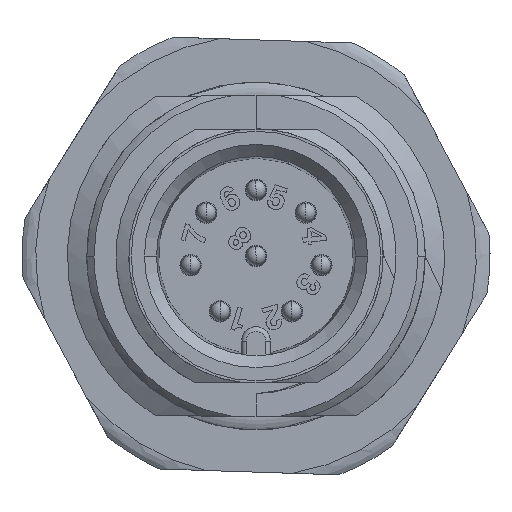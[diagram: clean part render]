
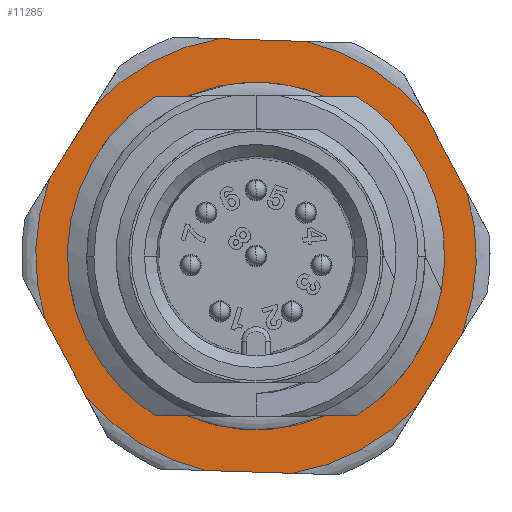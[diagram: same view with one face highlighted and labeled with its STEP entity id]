
A CAD part, front view. The second image highlights one B-rep face of the part: STEP entity #11285.
In plain terms, the highlighted planar face has unit normal (0, -1, 0).
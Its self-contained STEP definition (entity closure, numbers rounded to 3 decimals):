
#655=DIRECTION('',(-1.,0.,-0.009));
#656=VECTOR('',#655,1.307);
#657=CARTESIAN_POINT('',(4.169,-4.22,-6.65));
#658=LINE('',#657,#656);
#678=DIRECTION('',(-0.999,0.,0.033));
#679=VECTOR('',#678,3.618);
#680=CARTESIAN_POINT('',(2.102,-4.22,8.936));
#681=LINE('',#680,#679);
#682=CARTESIAN_POINT('',(0.,-4.22,0.));
#683=DIRECTION('',(0.,1.,0.));
#684=DIRECTION('',(0.229,0.,0.973));
#685=AXIS2_PLACEMENT_3D('',#682,#683,#684);
#687=DIRECTION('',(-0.471,0.,0.882));
#688=VECTOR('',#687,3.618);
#689=CARTESIAN_POINT('',(8.79,-4.22,2.648));
#690=LINE('',#689,#688);
#691=CARTESIAN_POINT('',(0.,-4.22,0.));
#692=DIRECTION('',(0.,1.,0.));
#693=DIRECTION('',(0.958,0.,0.288));
#694=AXIS2_PLACEMENT_3D('',#691,#692,#693);
#696=DIRECTION('',(0.528,0.,0.849));
#697=VECTOR('',#696,3.618);
#698=CARTESIAN_POINT('',(6.688,-4.22,-6.288));
#699=LINE('',#698,#697);
#700=DIRECTION('',(0.999,0.,-0.033));
#701=VECTOR('',#700,3.618);
#702=CARTESIAN_POINT('',(-2.102,-4.22,
-8.936));
#703=LINE('',#702,#701);
#704=CARTESIAN_POINT('',(0.,-4.22,0.));
#705=DIRECTION('',(0.,1.,0.));
#706=DIRECTION('',(-0.229,0.,-0.973));
#707=AXIS2_PLACEMENT_3D('',#704,#705,#706);
#709=DIRECTION('',(0.471,0.,-0.882));
#710=VECTOR('',#709,3.618);
#711=CARTESIAN_POINT('',(-8.79,-4.22,
-2.648));
#712=LINE('',#711,#710);
#713=CARTESIAN_POINT('',(0.,-4.22,0.));
#714=DIRECTION('',(0.,1.,0.));
#715=DIRECTION('',(-0.958,0.,-0.288));
#716=AXIS2_PLACEMENT_3D('',#713,#714,#715);
#718=DIRECTION('',(-0.528,0.,-0.849));
#719=VECTOR('',#718,3.618);
#720=CARTESIAN_POINT('',(-6.688,-4.22,6.288));
#721=LINE('',#720,#719);
#722=CARTESIAN_POINT('',(0.,-4.22,0.));
#723=DIRECTION('',(0.,-1.,0.));
#724=DIRECTION('',(-0.395,0.,-0.919));
#725=AXIS2_PLACEMENT_3D('',#722,#723,#724);
#727=CARTESIAN_POINT('',(0.,-4.22,0.));
#728=DIRECTION('',(0.,-1.,0.));
#729=DIRECTION('',(0.906,0.,0.423));
#730=AXIS2_PLACEMENT_3D('',#727,#728,#729);
#732=CARTESIAN_POINT('',(0.,-4.22,0.));
#733=DIRECTION('',(0.,-1.,0.));
#734=DIRECTION('',(-0.165,0.,0.986));
#735=AXIS2_PLACEMENT_3D('',#732,#733,#734);
#742=CARTESIAN_POINT('',(-6.688,-4.22,6.288));
#768=CARTESIAN_POINT('',(-8.79,-4.22,
-2.648));
#794=CARTESIAN_POINT('',(-2.102,-4.22,
-8.936));
#810=CARTESIAN_POINT('',(1.514,-4.22,-9.054));
#825=CARTESIAN_POINT('',(0.,-4.22,0.));
#826=DIRECTION('',(0.,-1.,0.));
#827=DIRECTION('',(0.165,0.,-0.986));
#828=AXIS2_PLACEMENT_3D('',#825,#826,#827);
#830=CARTESIAN_POINT('',(6.688,-4.22,-6.288));
#856=CARTESIAN_POINT('',(8.79,-4.22,2.648));
#882=CARTESIAN_POINT('',(2.102,-4.22,8.936));
#898=CARTESIAN_POINT('',(-1.514,-4.22,9.054));
#1000=CARTESIAN_POINT('',(-3.97,-4.22,
-6.651));
#1001=CARTESIAN_POINT('',(-4.167,-4.22,
-6.519));
#1002=CARTESIAN_POINT('',(-4.546,-4.22,
-6.238));
#1003=CARTESIAN_POINT('',(-5.073,-4.22,
-5.767));
#1004=CARTESIAN_POINT('',(-5.553,-4.22,
-5.251));
#1005=CARTESIAN_POINT('',(-5.982,-4.22,
-4.696));
#1006=CARTESIAN_POINT('',(-6.357,-4.22,
-4.105));
#1007=CARTESIAN_POINT('',(-6.673,-4.22,
-3.485));
#1008=CARTESIAN_POINT('',(-6.931,-4.22,
-2.841));
#1009=CARTESIAN_POINT('',(-7.127,-4.22,
-2.178));
#1010=CARTESIAN_POINT('',(-7.26,-4.22,
-1.503));
#1011=CARTESIAN_POINT('',(-7.33,-4.22,
-0.82));
#1012=CARTESIAN_POINT('',(-7.336,-4.22,
-0.138));
#1013=CARTESIAN_POINT('',(-7.279,-4.22,
0.541));
#1014=CARTESIAN_POINT('',(-7.199,-4.22,
0.985));
#1015=CARTESIAN_POINT('',(-7.149,-4.22,
1.205));
#1152=CARTESIAN_POINT('',(6.57,-4.22,3.065));
#1153=CARTESIAN_POINT('',(6.675,-4.22,2.87));
#1154=CARTESIAN_POINT('',(6.867,-4.22,2.471));
#1155=CARTESIAN_POINT('',(7.1,-4.22,1.844));
#1156=CARTESIAN_POINT('',(7.275,-4.22,1.197));
#1157=CARTESIAN_POINT('',(7.392,-4.22,
0.534));
#1158=CARTESIAN_POINT('',(7.447,-4.22,
-0.139));
#1159=CARTESIAN_POINT('',(7.441,-4.22,
-0.817));
#1160=CARTESIAN_POINT('',(7.373,-4.22,
-1.495));
#1161=CARTESIAN_POINT('',(7.244,-4.22,
-2.166));
#1162=CARTESIAN_POINT('',(7.054,-4.22,
-2.825));
#1163=CARTESIAN_POINT('',(6.804,-4.22,
-3.466));
#1164=CARTESIAN_POINT('',(6.495,-4.22,
-4.085));
#1165=CARTESIAN_POINT('',(6.131,-4.22,
-4.676));
#1166=CARTESIAN_POINT('',(5.714,-4.22,
-5.232));
#1167=CARTESIAN_POINT('',(5.246,-4.22,
-5.752));
#1168=CARTESIAN_POINT('',(4.732,-4.22,
-6.228));
#1169=CARTESIAN_POINT('',(4.362,-4.22,
-6.514));
#1170=CARTESIAN_POINT('',(4.169,-4.22,
-6.65));
#1857=DIRECTION('',(-1.,0.,0.009));
#1858=VECTOR('',#1857,1.108);
#1859=CARTESIAN_POINT('',(-2.862,-4.22,
-6.661));
#1860=LINE('',#1859,#1858);
#9838=VERTEX_POINT('',#794);
#9840=VERTEX_POINT('',#830);
#9842=VERTEX_POINT('',#856);
#9844=VERTEX_POINT('',#882);
#9846=VERTEX_POINT('',#742);
#9848=VERTEX_POINT('',#768);
#9862=CARTESIAN_POINT('',(7.084,-4.22,5.838));
#9863=VERTEX_POINT('',#9862);
#9864=CARTESIAN_POINT('',(8.598,-4.22,
-3.216));
#9865=VERTEX_POINT('',#9864);
#9866=CARTESIAN_POINT('',(-7.084,-4.22,
-5.838));
#9867=VERTEX_POINT('',#9866);
#9868=CARTESIAN_POINT('',(-8.598,-4.22,
3.216));
#9869=VERTEX_POINT('',#9868);
#9870=VERTEX_POINT('',#810);
#9871=VERTEX_POINT('',#898);
#9876=VERTEX_POINT('',#1000);
#9877=VERTEX_POINT('',#1015);
#9884=VERTEX_POINT('',#1152);
#9885=VERTEX_POINT('',#1170);
#9902=CARTESIAN_POINT('',(2.862,-4.22,
-6.661));
#9903=VERTEX_POINT('',#9902);
#9904=CARTESIAN_POINT('',(-2.862,-4.22,
-6.661));
#9905=VERTEX_POINT('',#9904);
#11242=CARTESIAN_POINT('',(0.,-4.22,0.));
#11243=DIRECTION('',(0.,-1.,0.));
#11244=DIRECTION('',(0.999,0.,-0.033));
#11245=AXIS2_PLACEMENT_3D('',#11242,#11243,#11244);
#11246=PLANE('',#11245);
#11248=ORIENTED_EDGE('',*,*,#11247,.F.);
#11250=ORIENTED_EDGE('',*,*,#11249,.F.);
#11252=ORIENTED_EDGE('',*,*,#11251,.T.);
#11254=ORIENTED_EDGE('',*,*,#11253,.F.);
#11256=ORIENTED_EDGE('',*,*,#11255,.T.);
#11258=ORIENTED_EDGE('',*,*,#11257,.F.);
#11260=ORIENTED_EDGE('',*,*,#11259,.F.);
#11262=ORIENTED_EDGE('',*,*,#11261,.F.);
#11264=ORIENTED_EDGE('',*,*,#11263,.T.);
#11266=ORIENTED_EDGE('',*,*,#11265,.F.);
#11268=ORIENTED_EDGE('',*,*,#11267,.T.);
#11270=ORIENTED_EDGE('',*,*,#11269,.F.);
#11271=EDGE_LOOP('',(#11248,#11250,#11252,#11254,#11256,#11258,#11260,#11262,
#11264,#11266,#11268,#11270));
#11272=FACE_OUTER_BOUND('',#11271,.F.);
#11274=ORIENTED_EDGE('',*,*,#11273,.F.);
#11276=ORIENTED_EDGE('',*,*,#11275,.F.);
#11277=ORIENTED_EDGE('',*,*,#11065,.T.);
#11278=ORIENTED_EDGE('',*,*,#11187,.F.);
#11280=ORIENTED_EDGE('',*,*,#11279,.F.);
#11282=ORIENTED_EDGE('',*,*,#11281,.T.);
#11283=EDGE_LOOP('',(#11274,#11276,#11277,#11278,#11280,#11282));
#11284=FACE_BOUND('',#11283,.F.);
#686=CIRCLE('',#685,9.18);
#695=CIRCLE('',#694,9.18);
#708=CIRCLE('',#707,9.18);
#717=CIRCLE('',#716,9.18);
#726=CIRCLE('',#725,7.25);
#731=CIRCLE('',#730,7.25);
#736=CIRCLE('',#735,9.18);
#829=CIRCLE('',#828,9.18);
#1016=B_SPLINE_CURVE_WITH_KNOTS('',3,(#1000,#1001,#1002,#1003,#1004,#1005,#1006,
#1007,#1008,#1009,#1010,#1011,#1012,#1013,#1014,#1015),.UNSPECIFIED.,.F.,.F.,(4,
1,1,1,1,1,1,1,1,1,1,1,1,4),(0.,0.077,0.154,
0.231,0.308,0.385,0.462,
0.538,0.615,0.692,0.769,
0.846,0.923,1.),.UNSPECIFIED.);
#1171=B_SPLINE_CURVE_WITH_KNOTS('',3,(#1152,#1153,#1154,#1155,#1156,#1157,#1158,
#1159,#1160,#1161,#1162,#1163,#1164,#1165,#1166,#1167,#1168,#1169,#1170),
.UNSPECIFIED.,.F.,.F.,(4,1,1,1,1,1,1,1,1,1,1,1,1,1,1,1,4),(0.,0.063,0.125,
0.188,0.25,0.313,0.375,0.438,0.5,0.563,0.625,0.688,
0.75,0.813,0.875,0.938,1.),.UNSPECIFIED.);
#11065=EDGE_CURVE('',#9905,#9903,#726,.T.);
#11187=EDGE_CURVE('',#9885,#9903,#658,.T.);
#11247=EDGE_CURVE('',#9871,#9846,#736,.T.);
#11249=EDGE_CURVE('',#9844,#9871,#681,.T.);
#11251=EDGE_CURVE('',#9844,#9863,#686,.T.);
#11253=EDGE_CURVE('',#9842,#9863,#690,.T.);
#11255=EDGE_CURVE('',#9842,#9865,#695,.T.);
#11257=EDGE_CURVE('',#9840,#9865,#699,.T.);
#11259=EDGE_CURVE('',#9870,#9840,#829,.T.);
#11261=EDGE_CURVE('',#9838,#9870,#703,.T.);
#11263=EDGE_CURVE('',#9838,#9867,#708,.T.);
#11265=EDGE_CURVE('',#9848,#9867,#712,.T.);
#11267=EDGE_CURVE('',#9848,#9869,#717,.T.);
#11269=EDGE_CURVE('',#9846,#9869,#721,.T.);
#11273=EDGE_CURVE('',#9876,#9877,#1016,.T.);
#11275=EDGE_CURVE('',#9905,#9876,#1860,.T.);
#11279=EDGE_CURVE('',#9884,#9885,#1171,.T.);
#11281=EDGE_CURVE('',#9884,#9877,#731,.T.);
#11285=ADVANCED_FACE('',(#11272,#11284),#11246,.T.);
